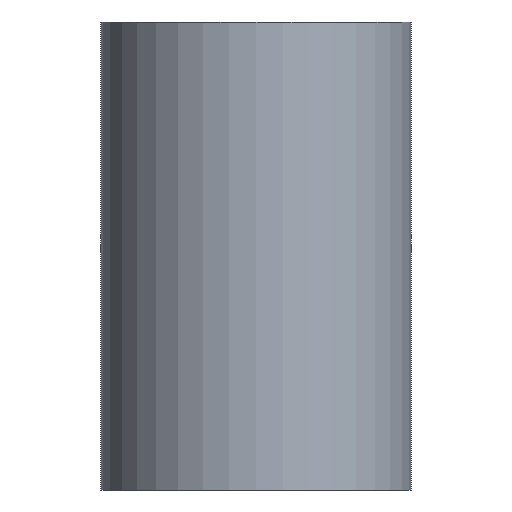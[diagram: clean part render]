
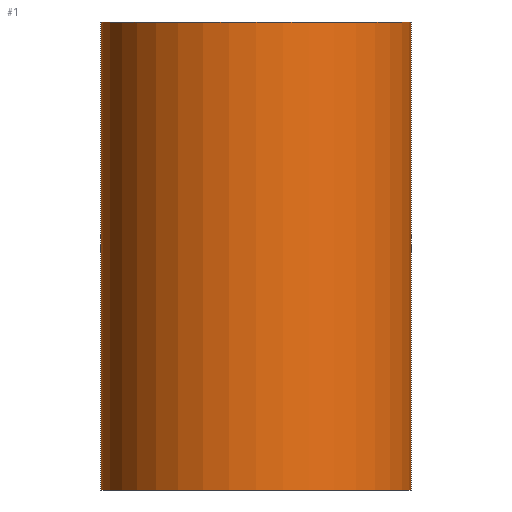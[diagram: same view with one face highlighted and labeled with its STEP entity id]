
A CAD part, front view. The second image highlights one B-rep face of the part: STEP entity #1.
In plain terms, the highlighted cylindrical face has radius 19.9 mm (diameter 39.8 mm), a partial arc.
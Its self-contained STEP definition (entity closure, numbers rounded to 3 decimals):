
#1 = ADVANCED_FACE ( 'NONE', ( #126 ), #181, .T. ) ;
#2 = EDGE_LOOP ( 'NONE', ( #3, #4, #5, #98 ) ) ;
#3 = ORIENTED_EDGE ( 'NONE', *, *, #41, .F. ) ;
#4 = ORIENTED_EDGE ( 'NONE', *, *, #80, .T. ) ;
#5 = ORIENTED_EDGE ( 'NONE', *, *, #111, .T. ) ;
#25 = VERTEX_POINT ( 'NONE', #194 ) ;
#26 = VERTEX_POINT ( 'NONE', #193 ) ;
#41 = EDGE_CURVE ( 'NONE', #26, #42, #135, .T. ) ;
#42 = VERTEX_POINT ( 'NONE', #131 ) ;
#45 = VERTEX_POINT ( 'NONE', #257 ) ;
#80 = EDGE_CURVE ( 'NONE', #26, #25, #302, .T. ) ;
#98 = ORIENTED_EDGE ( 'NONE', *, *, #101, .F. ) ;
#101 = EDGE_CURVE ( 'NONE', #42, #45, #275, .T. ) ;
#111 = EDGE_CURVE ( 'NONE', #25, #45, #233, .T. ) ;
#126 = FACE_OUTER_BOUND ( 'NONE', #2, .T. ) ;
#131 = CARTESIAN_POINT ( 'NONE',  ( -19.9, 0., 0. ) ) ;
#132 = DIRECTION ( 'NONE',  ( 0., 0., 1. ) ) ;
#133 = VECTOR ( 'NONE', #132, 1000. ) ;
#134 = CARTESIAN_POINT ( 'NONE',  ( -19.9, 0., 0. ) ) ;
#135 = LINE ( 'NONE', #134, #133 ) ;
#181 = CYLINDRICAL_SURFACE ( 'NONE', #206, 19.9 ) ;
#193 = CARTESIAN_POINT ( 'NONE',  ( -19.9, 0., -60. ) ) ;
#194 = CARTESIAN_POINT ( 'NONE',  ( 19.9, 0., -60. ) ) ;
#205 = CARTESIAN_POINT ( 'NONE',  ( 0., 0., 0. ) ) ;
#206 = AXIS2_PLACEMENT_3D ( 'NONE', #205, #208, #207 ) ;
#207 = DIRECTION ( 'NONE',  ( 1., 0., 0. ) ) ;
#208 = DIRECTION ( 'NONE',  ( 0., 0., 1. ) ) ;
#230 = DIRECTION ( 'NONE',  ( 0., 0., 1. ) ) ;
#231 = VECTOR ( 'NONE', #230, 1000. ) ;
#232 = CARTESIAN_POINT ( 'NONE',  ( 19.9, 0., 0. ) ) ;
#233 = LINE ( 'NONE', #232, #231 ) ;
#257 = CARTESIAN_POINT ( 'NONE',  ( 19.9, 0., 0. ) ) ;
#271 = DIRECTION ( 'NONE',  ( 1., 0., 0. ) ) ;
#272 = DIRECTION ( 'NONE',  ( 0., 0., 1. ) ) ;
#273 = CARTESIAN_POINT ( 'NONE',  ( 0., 0., 0. ) ) ;
#274 = AXIS2_PLACEMENT_3D ( 'NONE', #273, #272, #271 ) ;
#275 = CIRCLE ( 'NONE', #274, 19.9 ) ;
#298 = DIRECTION ( 'NONE',  ( 1., 0., 0. ) ) ;
#299 = DIRECTION ( 'NONE',  ( 0., 0., 1. ) ) ;
#300 = CARTESIAN_POINT ( 'NONE',  ( 0., 0., -60. ) ) ;
#301 = AXIS2_PLACEMENT_3D ( 'NONE', #300, #299, #298 ) ;
#302 = CIRCLE ( 'NONE', #301, 19.9 ) ;
